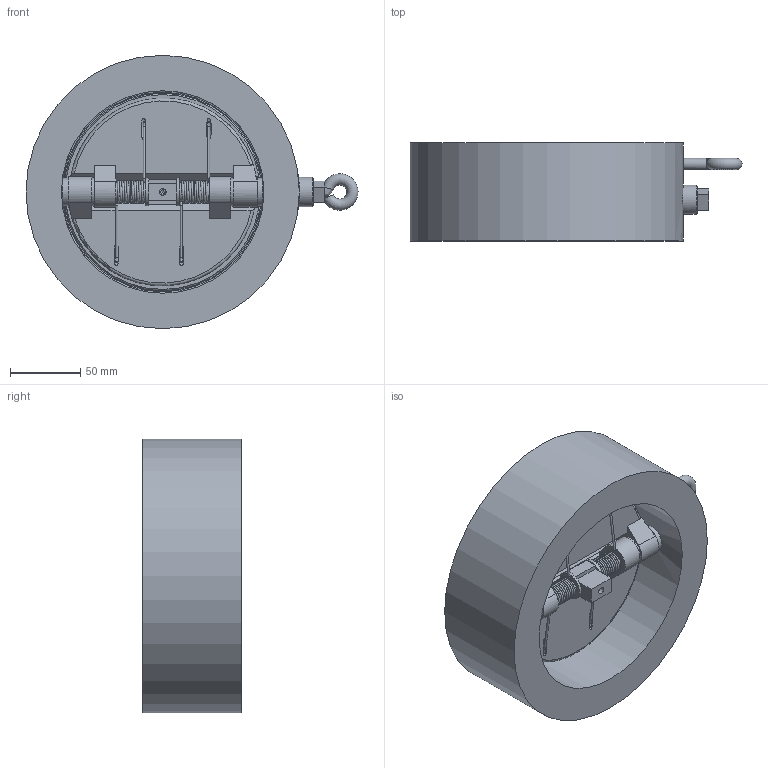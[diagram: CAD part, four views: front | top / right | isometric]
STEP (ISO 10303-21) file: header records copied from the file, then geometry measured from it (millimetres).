
FILE_DESCRIPTION((''),'2;1');
FILE_NAME('98100225.stp','2008-10-13T15:27:25',('hecker'),(''),'Autodesk Inventor 2008','Autodesk Inventor 2008','');
FILE_SCHEMA(('AUTOMOTIVE_DESIGN { 1 0 10303 214 1 1 1 1 }'));
Length unit declared in the file: millimetre
Products named in the file (1): 98100225
Bounding box: 236.87 x 70 x 195 mm (x, y, z)
Volume: 1381332.2 mm3; surface area: 158829.8 mm2
Topology: 1 solids, 1 shells, 212 faces, 544 edges, 347 vertices
Faces by surface type: plane 110, cylinder 62, bspline 20, torus 17, cone 3
Full cylindrical faces by diameter (mm): 1.5 x4, 8 x1, 13.536 x26, 20 x6, 20.96 x1, 22 x2, 144.5 x1, 195 x1
Entity records: 19050 total; most frequent: CARTESIAN_POINT 14526, DIRECTION 900, ORIENTED_EDGE 844, EDGE_CURVE 422, AXIS2_PLACEMENT_3D 361, VERTEX_POINT 281, EDGE_LOOP 253, FACE_OUTER_BOUND 190
